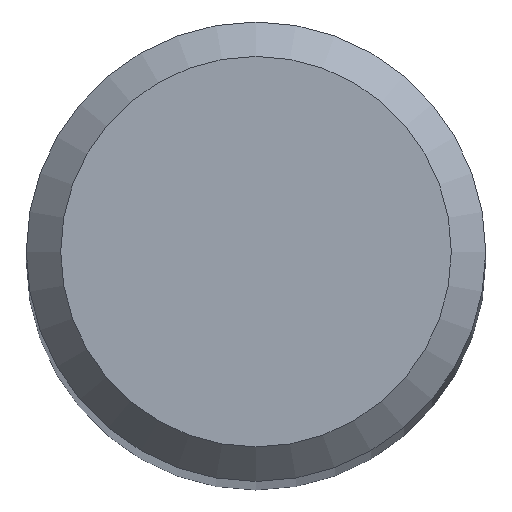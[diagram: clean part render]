
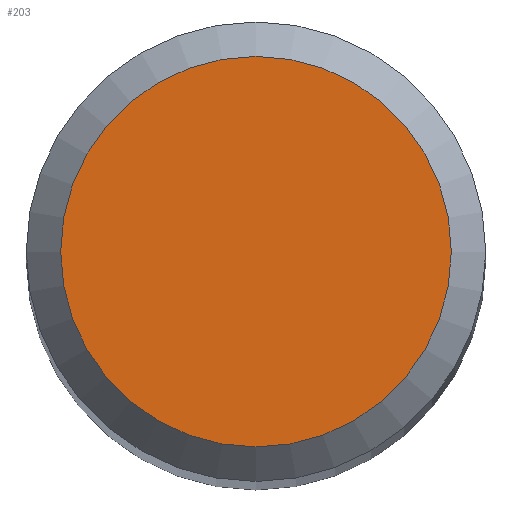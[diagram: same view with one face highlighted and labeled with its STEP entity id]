
A CAD part, top view. The second image highlights one B-rep face of the part: STEP entity #203.
In plain terms, the highlighted planar face has unit normal (0, 0, 1).
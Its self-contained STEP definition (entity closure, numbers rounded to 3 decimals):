
#24 = FACE_OUTER_BOUND ( 'NONE', #167, .T. ) ;
#26 = DIRECTION ( 'NONE',  ( 0., 0., -1. ) ) ;
#28 = EDGE_CURVE ( 'NONE', #106, #106, #182, .T. ) ;
#29 = PLANE ( 'NONE',  #112 ) ;
#49 = CARTESIAN_POINT ( 'NONE',  ( 0., 0., 50. ) ) ;
#76 = ORIENTED_EDGE ( 'NONE', *, *, #28, .F. ) ;
#79 = AXIS2_PLACEMENT_3D ( 'NONE', #150, #134, #224 ) ;
#105 = DIRECTION ( 'NONE',  ( 0., 1., 0. ) ) ;
#106 = VERTEX_POINT ( 'NONE', #180 ) ;
#112 = AXIS2_PLACEMENT_3D ( 'NONE', #49, #26, #105 ) ;
#134 = DIRECTION ( 'NONE',  ( 0., 0., -1. ) ) ;
#150 = CARTESIAN_POINT ( 'NONE',  ( 0., 0., 50. ) ) ;
#167 = EDGE_LOOP ( 'NONE', ( #76 ) ) ;
#180 = CARTESIAN_POINT ( 'NONE',  ( 0., 1.7, 50. ) ) ;
#182 = CIRCLE ( 'NONE', #79, 1.7 ) ;
#203 = ADVANCED_FACE ( 'NONE', ( #24 ), #29, .F. ) ;
#224 = DIRECTION ( 'NONE',  ( 0., 1., 0. ) ) ;
